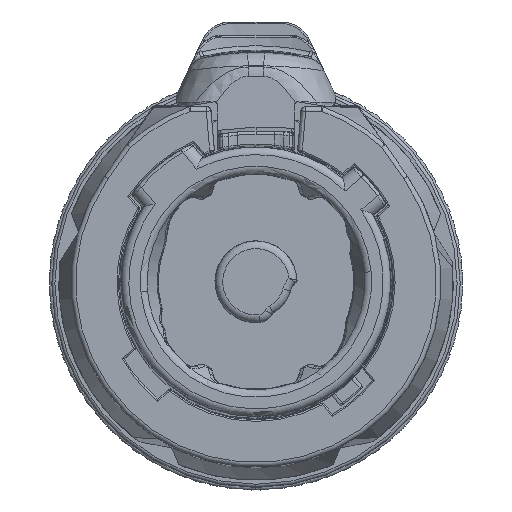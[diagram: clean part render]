
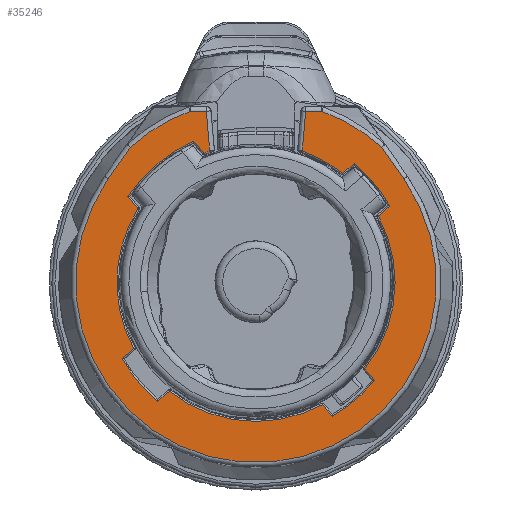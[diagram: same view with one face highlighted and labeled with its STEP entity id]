
A CAD part, top view. The second image highlights one B-rep face of the part: STEP entity #35246.
In plain terms, the highlighted planar face has unit normal (0, 0, 1).
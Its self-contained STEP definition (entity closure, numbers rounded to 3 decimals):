
#2=CARTESIAN_POINT('',(0.,0.,43.3));
#3=DIRECTION('',(0.,0.,-1.));
#4=DIRECTION('',(-0.373,0.928,0.));
#5=AXIS2_PLACEMENT_3D('',#2,#3,#4);
#7=CARTESIAN_POINT('',(0.,0.,43.3));
#8=DIRECTION('',(0.,0.,1.));
#9=DIRECTION('',(-0.403,0.915,0.));
#10=AXIS2_PLACEMENT_3D('',#7,#8,#9);
#12=CARTESIAN_POINT('',(0.,0.,43.3));
#13=DIRECTION('',(0.,0.,1.));
#14=DIRECTION('',(-0.849,0.529,0.));
#15=AXIS2_PLACEMENT_3D('',#12,#13,#14);
#17=CARTESIAN_POINT('',(0.,0.,43.3));
#18=DIRECTION('',(0.,0.,1.));
#19=DIRECTION('',(-0.869,-0.494,0.));
#20=AXIS2_PLACEMENT_3D('',#17,#18,#19);
#22=CARTESIAN_POINT('',(0.,0.,43.3));
#23=DIRECTION('',(0.,0.,-1.));
#24=DIRECTION('',(0.477,-0.879,0.));
#25=AXIS2_PLACEMENT_3D('',#22,#23,#24);
#27=CARTESIAN_POINT('',(0.,0.,43.3));
#28=DIRECTION('',(0.,0.,1.));
#29=DIRECTION('',(0.494,-0.869,0.));
#30=AXIS2_PLACEMENT_3D('',#27,#28,#29);
#32=CARTESIAN_POINT('',(0.,0.,43.3));
#33=DIRECTION('',(0.,0.,1.));
#34=DIRECTION('',(0.783,-0.622,0.));
#35=AXIS2_PLACEMENT_3D('',#32,#33,#34);
#37=CARTESIAN_POINT('',(0.,0.,43.3));
#38=DIRECTION('',(0.,0.,1.));
#39=DIRECTION('',(0.869,0.494,0.));
#40=AXIS2_PLACEMENT_3D('',#37,#38,#39);
#42=CARTESIAN_POINT('',(0.,0.,43.3));
#43=DIRECTION('',(0.,0.,1.));
#44=DIRECTION('',(0.622,0.783,0.));
#45=AXIS2_PLACEMENT_3D('',#42,#43,#44);
#47=CARTESIAN_POINT('',(3.225,11.1,43.3));
#48=CARTESIAN_POINT('',(3.15,10.237,43.3));
#49=CARTESIAN_POINT('',(3.074,9.375,43.3));
#50=CARTESIAN_POINT('',(2.999,8.512,43.3));
#52=DIRECTION('',(1.,0.,0.));
#53=VECTOR('',#52,1.046);
#54=CARTESIAN_POINT('',(3.225,11.1,43.3));
#55=LINE('',#54,#53);
#56=CARTESIAN_POINT('',(8.148,8.762,43.3));
#57=CARTESIAN_POINT('',(7.935,8.956,43.3));
#58=CARTESIAN_POINT('',(7.493,9.329,43.3));
#59=CARTESIAN_POINT('',(6.79,9.838,43.3));
#60=CARTESIAN_POINT('',(6.021,10.312,43.3));
#61=CARTESIAN_POINT('',(5.162,10.75,43.3));
#62=CARTESIAN_POINT('',(4.573,10.991,43.3));
#63=CARTESIAN_POINT('',(4.271,11.1,43.3));
#65=DIRECTION('',(-0.574,0.819,0.));
#66=VECTOR('',#65,2.504);
#67=CARTESIAN_POINT('',(9.584,6.711,43.3));
#68=LINE('',#67,#66);
#69=CARTESIAN_POINT('',(0.,0.,43.3));
#70=DIRECTION('',(0.,0.,1.));
#71=DIRECTION('',(-0.819,0.574,0.));
#72=AXIS2_PLACEMENT_3D('',#69,#70,#71);
#74=DIRECTION('',(-0.574,-0.819,0.));
#75=VECTOR('',#74,2.504);
#76=CARTESIAN_POINT('',(-8.148,8.762,43.3));
#77=LINE('',#76,#75);
#78=CARTESIAN_POINT('',(-4.271,11.1,43.3));
#79=CARTESIAN_POINT('',(-4.546,11.001,43.3));
#80=CARTESIAN_POINT('',(-5.086,10.782,43.3));
#81=CARTESIAN_POINT('',(-5.866,10.395,43.3));
#82=CARTESIAN_POINT('',(-6.634,9.942,43.3));
#83=CARTESIAN_POINT('',(-7.411,9.395,43.3));
#84=CARTESIAN_POINT('',(-7.905,8.982,43.3));
#85=CARTESIAN_POINT('',(-8.148,8.762,43.3));
#87=DIRECTION('',(1.,0.,0.));
#88=VECTOR('',#87,1.046);
#89=CARTESIAN_POINT('',(-4.271,11.1,43.3));
#90=LINE('',#89,#88);
#91=CARTESIAN_POINT('',(-2.999,8.512,43.3));
#92=CARTESIAN_POINT('',(-3.074,9.375,43.3));
#93=CARTESIAN_POINT('',(-3.15,10.237,43.3));
#94=CARTESIAN_POINT('',(-3.225,11.1,43.3));
#309=DIRECTION('',(-0.766,-0.643,0.));
#310=VECTOR('',#309,0.993);
#311=CARTESIAN_POINT('',(-5.618,-7.063,43.3));
#312=LINE('',#311,#310);
#338=DIRECTION('',(0.766,0.643,0.));
#339=VECTOR('',#338,0.993);
#340=CARTESIAN_POINT('',(-8.692,-4.944,43.3));
#341=LINE('',#340,#339);
#367=DIRECTION('',(-0.643,0.766,0.));
#368=VECTOR('',#367,1.02);
#369=CARTESIAN_POINT('',(-7.66,4.773,43.3));
#370=LINE('',#369,#368);
#396=DIRECTION('',(0.643,-0.766,0.));
#397=VECTOR('',#396,1.02);
#398=CARTESIAN_POINT('',(-4.026,9.154,43.3));
#399=LINE('',#398,#397);
#471=DIRECTION('',(0.766,0.643,0.));
#472=VECTOR('',#471,0.993);
#473=CARTESIAN_POINT('',(5.618,7.063,43.3));
#474=LINE('',#473,#472);
#500=DIRECTION('',(-0.766,-0.643,0.));
#501=VECTOR('',#500,0.993);
#502=CARTESIAN_POINT('',(8.692,4.944,43.3));
#503=LINE('',#502,#501);
#529=DIRECTION('',(0.643,-0.766,0.));
#530=VECTOR('',#529,0.993);
#531=CARTESIAN_POINT('',(7.063,-5.618,43.3));
#532=LINE('',#531,#530);
#558=DIRECTION('',(-0.643,0.766,0.));
#559=VECTOR('',#558,0.993);
#560=CARTESIAN_POINT('',(4.944,-8.692,43.3));
#561=LINE('',#560,#559);
#12036=CARTESIAN_POINT('',(2.999,8.512,43.3));
#30668=CARTESIAN_POINT('',(-2.999,8.512,43.3));
#30749=CARTESIAN_POINT('',(-4.271,11.1,43.3));
#30750=CARTESIAN_POINT('',(-3.225,11.1,43.3));
#30751=VERTEX_POINT('',#30749);
#30752=VERTEX_POINT('',#30750);
#30773=CARTESIAN_POINT('',(3.225,11.1,43.3));
#30774=CARTESIAN_POINT('',(4.271,11.1,43.3));
#30775=VERTEX_POINT('',#30773);
#30776=VERTEX_POINT('',#30774);
#30781=VERTEX_POINT('',#56);
#30788=CARTESIAN_POINT('',(9.584,6.711,43.3));
#30789=VERTEX_POINT('',#30788);
#30790=CARTESIAN_POINT('',(-8.148,8.762,43.3));
#30791=CARTESIAN_POINT('',(-9.584,6.711,43.3));
#30792=VERTEX_POINT('',#30790);
#30793=VERTEX_POINT('',#30791);
#30805=VERTEX_POINT('',#30668);
#30811=VERTEX_POINT('',#12036);
#30813=CARTESIAN_POINT('',(-4.026,9.154,43.3));
#30814=CARTESIAN_POINT('',(-8.316,5.554,43.3));
#30815=VERTEX_POINT('',#30813);
#30816=VERTEX_POINT('',#30814);
#30821=CARTESIAN_POINT('',(8.692,4.944,43.3));
#30822=CARTESIAN_POINT('',(6.378,7.702,43.3));
#30823=VERTEX_POINT('',#30821);
#30824=VERTEX_POINT('',#30822);
#30829=CARTESIAN_POINT('',(4.944,-8.692,43.3));
#30830=CARTESIAN_POINT('',(7.702,-6.378,43.3));
#30831=VERTEX_POINT('',#30829);
#30832=VERTEX_POINT('',#30830);
#30837=CARTESIAN_POINT('',(-8.692,-4.944,43.3));
#30838=CARTESIAN_POINT('',(-6.378,-7.702,43.3));
#30839=VERTEX_POINT('',#30837);
#30840=VERTEX_POINT('',#30838);
#30876=CARTESIAN_POINT('',(-3.37,8.372,43.3));
#30878=VERTEX_POINT('',#30876);
#30882=CARTESIAN_POINT('',(5.618,7.063,43.3));
#30884=VERTEX_POINT('',#30882);
#30888=CARTESIAN_POINT('',(7.932,4.306,43.3));
#30890=VERTEX_POINT('',#30888);
#30894=CARTESIAN_POINT('',(-7.66,4.773,43.3));
#30896=VERTEX_POINT('',#30894);
#30900=CARTESIAN_POINT('',(7.063,-5.618,43.3));
#30902=VERTEX_POINT('',#30900);
#30906=CARTESIAN_POINT('',(4.306,-7.932,43.3));
#30908=VERTEX_POINT('',#30906);
#30912=CARTESIAN_POINT('',(-5.618,-7.063,43.3));
#30914=VERTEX_POINT('',#30912);
#30918=CARTESIAN_POINT('',(-7.932,-4.306,43.3));
#30920=VERTEX_POINT('',#30918);
#35187=CARTESIAN_POINT('',(0.,0.,43.3));
#35188=DIRECTION('',(0.,0.,1.));
#35189=DIRECTION('',(1.,0.,0.));
#35190=AXIS2_PLACEMENT_3D('',#35187,#35188,#35189);
#35191=PLANE('',#35190);
#35193=ORIENTED_EDGE('',*,*,#35192,.F.);
#35195=ORIENTED_EDGE('',*,*,#35194,.F.);
#35197=ORIENTED_EDGE('',*,*,#35196,.T.);
#35199=ORIENTED_EDGE('',*,*,#35198,.F.);
#35201=ORIENTED_EDGE('',*,*,#35200,.T.);
#35203=ORIENTED_EDGE('',*,*,#35202,.F.);
#35205=ORIENTED_EDGE('',*,*,#35204,.T.);
#35207=ORIENTED_EDGE('',*,*,#35206,.F.);
#35209=ORIENTED_EDGE('',*,*,#35208,.F.);
#35211=ORIENTED_EDGE('',*,*,#35210,.F.);
#35213=ORIENTED_EDGE('',*,*,#35212,.T.);
#35215=ORIENTED_EDGE('',*,*,#35214,.F.);
#35217=ORIENTED_EDGE('',*,*,#35216,.T.);
#35219=ORIENTED_EDGE('',*,*,#35218,.F.);
#35221=ORIENTED_EDGE('',*,*,#35220,.T.);
#35223=ORIENTED_EDGE('',*,*,#35222,.F.);
#35225=ORIENTED_EDGE('',*,*,#35224,.T.);
#35227=ORIENTED_EDGE('',*,*,#35226,.F.);
#35229=ORIENTED_EDGE('',*,*,#35228,.T.);
#35231=ORIENTED_EDGE('',*,*,#35230,.F.);
#35233=ORIENTED_EDGE('',*,*,#35232,.F.);
#35235=ORIENTED_EDGE('',*,*,#35234,.F.);
#35237=ORIENTED_EDGE('',*,*,#35236,.F.);
#35239=ORIENTED_EDGE('',*,*,#35238,.F.);
#35241=ORIENTED_EDGE('',*,*,#35240,.T.);
#35243=ORIENTED_EDGE('',*,*,#35242,.F.);
#35244=EDGE_LOOP('',(#35193,#35195,#35197,#35199,#35201,#35203,#35205,#35207,
#35209,#35211,#35213,#35215,#35217,#35219,#35221,#35223,#35225,#35227,#35229,
#35231,#35233,#35235,#35237,#35239,#35241,#35243));
#35245=FACE_OUTER_BOUND('',#35244,.F.);
#35246=ADVANCED_FACE('',(#35245),#35191,.T.);
#6=CIRCLE('',#5,9.025);
#11=CIRCLE('',#10,10.);
#16=CIRCLE('',#15,9.025);
#21=CIRCLE('',#20,10.);
#26=CIRCLE('',#25,9.025);
#31=CIRCLE('',#30,10.);
#36=CIRCLE('',#35,9.025);
#41=CIRCLE('',#40,10.);
#46=CIRCLE('',#45,9.025);
#51=B_SPLINE_CURVE_WITH_KNOTS('',3,(#47,#48,#49,#50),.UNSPECIFIED.,.F.,.F.,(4,
4),(0.,1.),.UNSPECIFIED.);
#64=B_SPLINE_CURVE_WITH_KNOTS('',3,(#56,#57,#58,#59,#60,#61,#62,#63),
.UNSPECIFIED.,.F.,.F.,(4,1,1,1,1,4),(0.,0.2,0.4,0.6,0.8,1.),
.UNSPECIFIED.);
#73=CIRCLE('',#72,11.7);
#86=B_SPLINE_CURVE_WITH_KNOTS('',3,(#78,#79,#80,#81,#82,#83,#84,#85),
.UNSPECIFIED.,.F.,.F.,(4,1,1,1,1,4),(0.,0.2,0.4,0.6,0.8,1.),
.UNSPECIFIED.);
#95=B_SPLINE_CURVE_WITH_KNOTS('',3,(#91,#92,#93,#94),.UNSPECIFIED.,.F.,.F.,(4,
4),(0.,1.),.UNSPECIFIED.);
#35192=EDGE_CURVE('',#30878,#30805,#6,.T.);
#35194=EDGE_CURVE('',#30815,#30878,#399,.T.);
#35196=EDGE_CURVE('',#30815,#30816,#11,.T.);
#35198=EDGE_CURVE('',#30896,#30816,#370,.T.);
#35200=EDGE_CURVE('',#30896,#30920,#16,.T.);
#35202=EDGE_CURVE('',#30839,#30920,#341,.T.);
#35204=EDGE_CURVE('',#30839,#30840,#21,.T.);
#35206=EDGE_CURVE('',#30914,#30840,#312,.T.);
#35208=EDGE_CURVE('',#30908,#30914,#26,.T.);
#35210=EDGE_CURVE('',#30831,#30908,#561,.T.);
#35212=EDGE_CURVE('',#30831,#30832,#31,.T.);
#35214=EDGE_CURVE('',#30902,#30832,#532,.T.);
#35216=EDGE_CURVE('',#30902,#30890,#36,.T.);
#35218=EDGE_CURVE('',#30823,#30890,#503,.T.);
#35220=EDGE_CURVE('',#30823,#30824,#41,.T.);
#35222=EDGE_CURVE('',#30884,#30824,#474,.T.);
#35224=EDGE_CURVE('',#30884,#30811,#46,.T.);
#35226=EDGE_CURVE('',#30775,#30811,#51,.T.);
#35228=EDGE_CURVE('',#30775,#30776,#55,.T.);
#35230=EDGE_CURVE('',#30781,#30776,#64,.T.);
#35232=EDGE_CURVE('',#30789,#30781,#68,.T.);
#35234=EDGE_CURVE('',#30793,#30789,#73,.T.);
#35236=EDGE_CURVE('',#30792,#30793,#77,.T.);
#35238=EDGE_CURVE('',#30751,#30792,#86,.T.);
#35240=EDGE_CURVE('',#30751,#30752,#90,.T.);
#35242=EDGE_CURVE('',#30805,#30752,#95,.T.);
